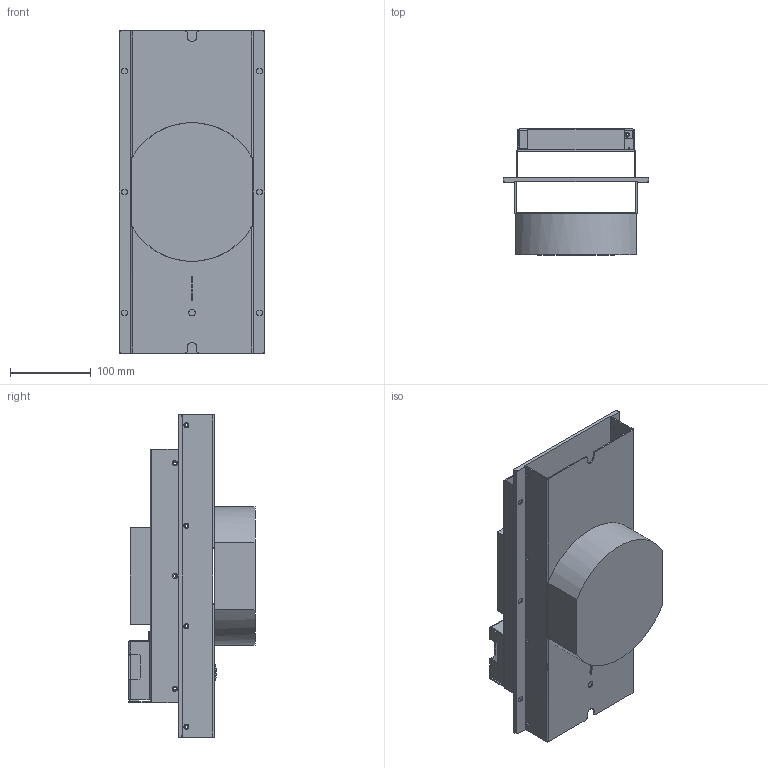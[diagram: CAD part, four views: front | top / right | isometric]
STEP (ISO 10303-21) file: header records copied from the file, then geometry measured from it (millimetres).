
FILE_DESCRIPTION((''),'2;1');
FILE_NAME('HET200PC-SOLID','2018-09-27T',('KUNCHIEH.LIAO'),(''),'CREO PARAMETRIC BY PTC INC, 2015080','CREO PARAMETRIC BY PTC INC, 2015080','');
FILE_SCHEMA(('CONFIG_CONTROL_DESIGN'));
Length unit declared in the file: millimetre
Products named in the file (1): HET200PC-SOLID
Bounding box: 181 x 156.55 x 400 mm (x, y, z)
Volume: 1997991.1 mm3; surface area: 546605.2 mm2
Topology: 2 solids, 2 shells, 380 faces, 1029 edges, 657 vertices
Faces by surface type: plane 183, cylinder 143, cone 44, bspline 10
Entity records: 12668 total; most frequent: CARTESIAN_POINT 2532, DIRECTION 2131, ORIENTED_EDGE 2058, EDGE_CURVE 1029, AXIS2_PLACEMENT_3D 750, VERTEX_POINT 657, VECTOR 631, LINE 631
